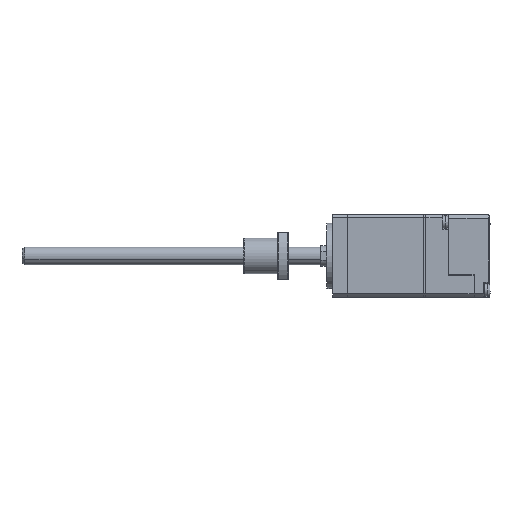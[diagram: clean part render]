
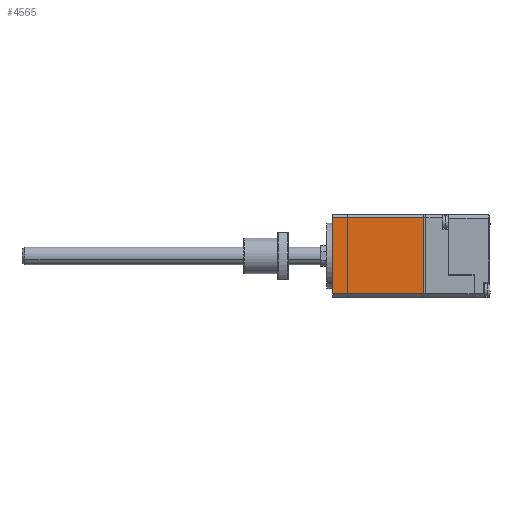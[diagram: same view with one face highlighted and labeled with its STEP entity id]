
A CAD part, left-side view. The second image highlights one B-rep face of the part: STEP entity #4565.
In plain terms, the highlighted planar face has unit normal (-1, 0, 0).
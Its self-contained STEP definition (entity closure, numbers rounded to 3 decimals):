
#216 = VECTOR ( 'NONE', #8134, 1000. ) ;
#457 = LINE ( 'NONE', #5080, #216 ) ;
#492 = PLANE ( 'NONE',  #4381 ) ;
#541 = EDGE_CURVE ( 'NONE', #5352, #1739, #3050, .T. ) ;
#995 = VECTOR ( 'NONE', #4957, 1000. ) ;
#1739 = VERTEX_POINT ( 'NONE', #3872 ) ;
#2003 = VERTEX_POINT ( 'NONE', #8073 ) ;
#2224 = EDGE_CURVE ( 'NONE', #3943, #2003, #3023, .T. ) ;
#2699 = CARTESIAN_POINT ( 'NONE',  ( -26.711, -0.974, 32.445 ) ) ;
#2791 = DIRECTION ( 'NONE',  ( -1., 0., 0. ) ) ;
#2959 = CARTESIAN_POINT ( 'NONE',  ( -26.711, -0.974, 32.445 ) ) ;
#3023 = LINE ( 'NONE', #8743, #995 ) ;
#3050 = LINE ( 'NONE', #3536, #8860 ) ;
#3198 = FACE_OUTER_BOUND ( 'NONE', #8309, .T. ) ;
#3536 = CARTESIAN_POINT ( 'NONE',  ( -26.711, -0.974, 32.445 ) ) ;
#3769 = ORIENTED_EDGE ( 'NONE', *, *, #8517, .T. ) ;
#3872 = CARTESIAN_POINT ( 'NONE',  ( -26.711, -31.654, 32.445 ) ) ;
#3943 = VERTEX_POINT ( 'NONE', #5840 ) ;
#4381 = AXIS2_PLACEMENT_3D ( 'NONE', #8830, #2791, #8094 ) ;
#4565 = ADVANCED_FACE ( 'NONE', ( #3198 ), #492, .T. ) ;
#4957 = DIRECTION ( 'NONE',  ( 0., -1., 0. ) ) ;
#5061 = DIRECTION ( 'NONE',  ( 0., -1., 0. ) ) ;
#5080 = CARTESIAN_POINT ( 'NONE',  ( -26.711, -31.654, 32.445 ) ) ;
#5235 = EDGE_CURVE ( 'NONE', #1739, #2003, #457, .T. ) ;
#5352 = VERTEX_POINT ( 'NONE', #2959 ) ;
#5773 = ORIENTED_EDGE ( 'NONE', *, *, #541, .F. ) ;
#5840 = CARTESIAN_POINT ( 'NONE',  ( -26.711, -0.974, 6.755 ) ) ;
#6491 = DIRECTION ( 'NONE',  ( 0., 0., -1. ) ) ;
#6609 = ORIENTED_EDGE ( 'NONE', *, *, #5235, .F. ) ;
#7508 = ORIENTED_EDGE ( 'NONE', *, *, #2224, .T. ) ;
#8073 = CARTESIAN_POINT ( 'NONE',  ( -26.711, -31.654, 6.755 ) ) ;
#8094 = DIRECTION ( 'NONE',  ( 0., 0., -1. ) ) ;
#8134 = DIRECTION ( 'NONE',  ( 0., 0., -1. ) ) ;
#8309 = EDGE_LOOP ( 'NONE', ( #6609, #5773, #3769, #7508 ) ) ;
#8517 = EDGE_CURVE ( 'NONE', #5352, #3943, #9627, .T. ) ;
#8743 = CARTESIAN_POINT ( 'NONE',  ( -26.711, -0.974, 6.755 ) ) ;
#8830 = CARTESIAN_POINT ( 'NONE',  ( -26.711, -0.974, 32.445 ) ) ;
#8860 = VECTOR ( 'NONE', #5061, 1000. ) ;
#9370 = VECTOR ( 'NONE', #6491, 1000. ) ;
#9627 = LINE ( 'NONE', #2699, #9370 ) ;
